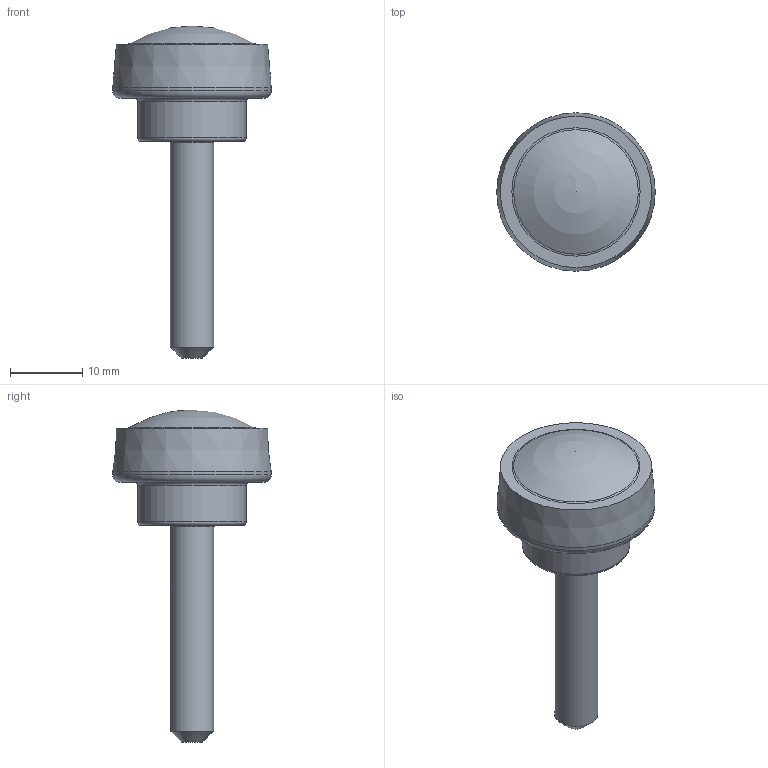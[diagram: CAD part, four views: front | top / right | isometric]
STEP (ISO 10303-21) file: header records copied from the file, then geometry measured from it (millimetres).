
FILE_DESCRIPTION(/* description */ ('File step'),/* implementation_level */ '2;1');
FILE_NAME(/* name */ '6127035',/* time_stamp */ '2022-01-26T15:53:49+01:00',/* author */ ('Zorzan D.'),/* organization */ ('Gamm Srl.'),/* preprocessor_version */ 'ST-DEVELOPER v16.7',/* originating_system */ 'Solid Edge',/* authorisation */ 'Unknown');
FILE_SCHEMA (('CONFIG_CONTROL_DESIGN'));
Length unit declared in the file: millimetre
Products named in the file (1): Parte1
Bounding box: 21.96 x 21.96 x 46 mm (x, y, z)
Volume: 4910.7 mm3; surface area: 2100.2 mm2
Topology: 1 solids, 2 shells, 18 faces, 33 edges, 20 vertices
Faces by surface type: torus 5, plane 5, cylinder 4, cone 3, sphere 1
Full cylindrical faces by diameter (mm): 6 x2, 15 x1, 21.96 x1
Entity records: 500 total; most frequent: DIRECTION 72, CARTESIAN_POINT 53, AXIS2_PLACEMENT_3D 36, ORIENTED_EDGE 34, EDGE_LOOP 34, FACE_BOUND 34, ADVANCED_FACE 18, EDGE_CURVE 17
